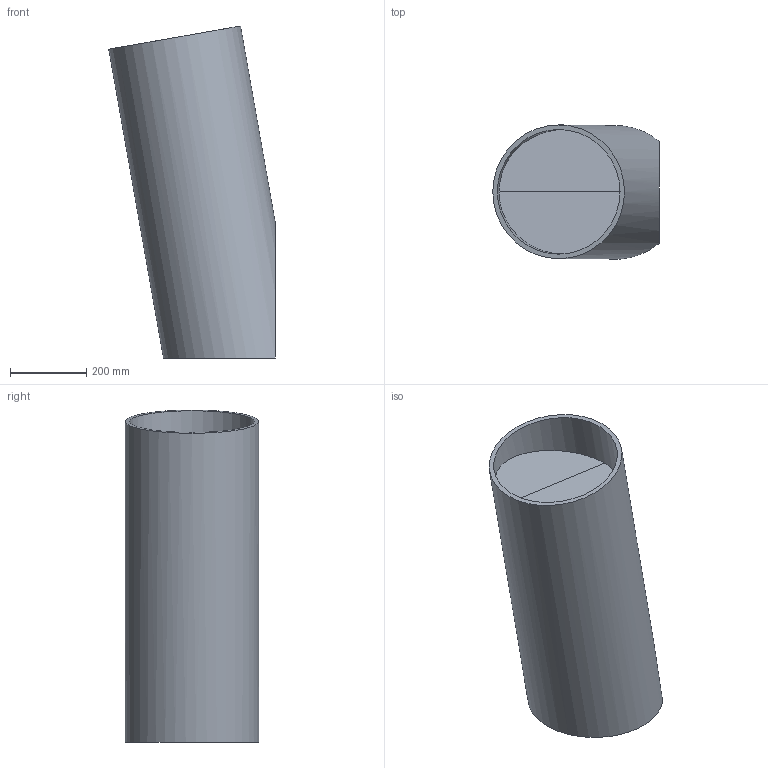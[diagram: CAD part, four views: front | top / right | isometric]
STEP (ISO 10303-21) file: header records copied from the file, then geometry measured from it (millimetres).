
FILE_DESCRIPTION(/* description */ (''),/* implementation_level */ '2;1');
FILE_NAME(/* name */ 'x2',/* time_stamp */ '2018-07-18T18:25:53+08:00',/* author */ (''),/* organization */ (''),/* preprocessor_version */ 'ST-DEVELOPER v9',/* originating_system */ 'UGS - NX 4.0',/* authorisation */ '');
FILE_SCHEMA (('CONFIG_CONTROL_DESIGN'));
Length unit declared in the file: millimetre
Products named in the file (1): Admi7AF024vj
Bounding box: 435.4 x 350 x 868.78 mm (x, y, z)
Volume: 12639364.2 mm3; surface area: 2307204.9 mm2
Topology: 7 solids, 7 shells, 70 faces, 161 edges, 106 vertices
Faces by surface type: plane 44, cylinder 19, extrusion 5, bspline 1, cone 1
Full cylindrical faces by diameter (mm): 4 x2, 46 x1, 77 x1, 260 x1, 326 x1, 350 x1
Entity records: 2598 total; most frequent: CARTESIAN_POINT 956, DIRECTION 320, ORIENTED_EDGE 300, EDGE_CURVE 150, AXIS2_PLACEMENT_3D 122, VERTEX_POINT 103, EDGE_LOOP 87, VECTOR 76
